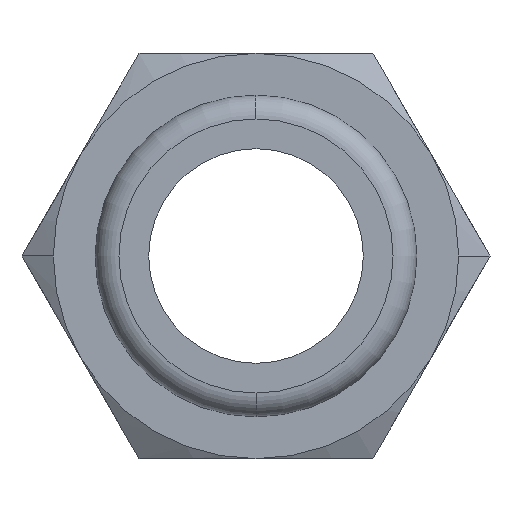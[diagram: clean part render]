
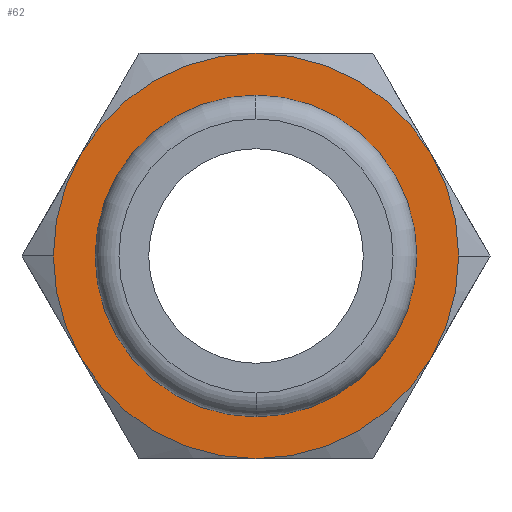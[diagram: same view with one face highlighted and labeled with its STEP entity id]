
A CAD part, front view. The second image highlights one B-rep face of the part: STEP entity #62.
In plain terms, the highlighted planar face has unit normal (0, -1, 0).
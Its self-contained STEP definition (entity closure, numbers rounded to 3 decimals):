
#62=ADVANCED_FACE('',(#155,#156),#157,.T.);
#155=FACE_OUTER_BOUND('',#280,.T.);
#156=FACE_BOUND('',#281,.T.);
#157=PLANE('',#282);
#280=EDGE_LOOP('',(#399,#400,#401,#402,#403,#404,#405,#406));
#281=EDGE_LOOP('',(#407,#408));
#282=AXIS2_PLACEMENT_3D('',#409,#410,#411);
#399=ORIENTED_EDGE('',*,*,#717,.T.);
#400=ORIENTED_EDGE('',*,*,#718,.T.);
#401=ORIENTED_EDGE('',*,*,#719,.T.);
#402=ORIENTED_EDGE('',*,*,#720,.T.);
#403=ORIENTED_EDGE('',*,*,#721,.T.);
#404=ORIENTED_EDGE('',*,*,#722,.T.);
#405=ORIENTED_EDGE('',*,*,#723,.T.);
#406=ORIENTED_EDGE('',*,*,#724,.T.);
#407=ORIENTED_EDGE('',*,*,#725,.F.);
#408=ORIENTED_EDGE('',*,*,#726,.F.);
#409=CARTESIAN_POINT('',(-4.25,15.5,0.0));
#410=DIRECTION('',(0.,-1.0,0.0));
#411=DIRECTION('',(-1.0,0.,0.0));
#717=EDGE_CURVE('',#838,#839,#840,.T.);
#718=EDGE_CURVE('',#839,#841,#842,.T.);
#719=EDGE_CURVE('',#841,#843,#844,.T.);
#720=EDGE_CURVE('',#843,#845,#846,.T.);
#721=EDGE_CURVE('',#845,#847,#848,.T.);
#722=EDGE_CURVE('',#847,#849,#850,.T.);
#723=EDGE_CURVE('',#849,#851,#852,.T.);
#724=EDGE_CURVE('',#851,#838,#853,.T.);
#725=EDGE_CURVE('',#854,#855,#856,.T.);
#726=EDGE_CURVE('',#855,#854,#857,.T.);
#838=VERTEX_POINT('',#1008);
#839=VERTEX_POINT('',#1009);
#840=CIRCLE('',#1010,8.5);
#841=VERTEX_POINT('',#1011);
#842=CIRCLE('',#1012,8.5);
#843=VERTEX_POINT('',#1013);
#844=CIRCLE('',#1014,8.5);
#845=VERTEX_POINT('',#1015);
#846=CIRCLE('',#1016,8.5);
#847=VERTEX_POINT('',#1017);
#848=CIRCLE('',#1018,8.5);
#849=VERTEX_POINT('',#1019);
#850=CIRCLE('',#1020,8.5);
#851=VERTEX_POINT('',#1021);
#852=CIRCLE('',#1022,8.5);
#853=CIRCLE('',#1023,8.5);
#854=VERTEX_POINT('',#1024);
#855=VERTEX_POINT('',#1025);
#856=CIRCLE('',#1026,6.75);
#857=CIRCLE('',#1027,6.75);
#1008=CARTESIAN_POINT('',(-7.361,15.5,4.25));
#1009=CARTESIAN_POINT('',(-8.5,15.5,0.));
#1010=AXIS2_PLACEMENT_3D('',#1341,#1342,#1343);
#1011=CARTESIAN_POINT('',(-7.361,15.5,-4.25));
#1012=AXIS2_PLACEMENT_3D('',#1344,#1345,#1346);
#1013=CARTESIAN_POINT('',(0.,15.5,-8.5));
#1014=AXIS2_PLACEMENT_3D('',#1347,#1348,#1349);
#1015=CARTESIAN_POINT('',(7.361,15.5,-4.25));
#1016=AXIS2_PLACEMENT_3D('',#1350,#1351,#1352);
#1017=CARTESIAN_POINT('',(8.5,15.5,0.));
#1018=AXIS2_PLACEMENT_3D('',#1353,#1354,#1355);
#1019=CARTESIAN_POINT('',(7.361,15.5,4.25));
#1020=AXIS2_PLACEMENT_3D('',#1356,#1357,#1358);
#1021=CARTESIAN_POINT('',(0.,15.5,8.5));
#1022=AXIS2_PLACEMENT_3D('',#1359,#1360,#1361);
#1023=AXIS2_PLACEMENT_3D('',#1362,#1363,#1364);
#1024=CARTESIAN_POINT('',(-6.75,15.5,0.));
#1025=CARTESIAN_POINT('',(6.75,15.5,0.));
#1026=AXIS2_PLACEMENT_3D('',#1365,#1366,#1367);
#1027=AXIS2_PLACEMENT_3D('',#1368,#1369,#1370);
#1341=CARTESIAN_POINT('',(0.,15.5,0.0));
#1342=DIRECTION('',(0.,-1.0,0.0));
#1343=DIRECTION('',(-1.0,0.,0.0));
#1344=CARTESIAN_POINT('',(0.,15.5,0.0));
#1345=DIRECTION('',(0.,-1.0,0.0));
#1346=DIRECTION('',(-1.0,0.,0.0));
#1347=CARTESIAN_POINT('',(0.,15.5,0.0));
#1348=DIRECTION('',(0.,-1.0,0.0));
#1349=DIRECTION('',(-1.0,0.,0.0));
#1350=CARTESIAN_POINT('',(0.,15.5,0.0));
#1351=DIRECTION('',(0.,-1.0,0.0));
#1352=DIRECTION('',(-1.0,0.,0.0));
#1353=CARTESIAN_POINT('',(0.,15.5,0.0));
#1354=DIRECTION('',(0.,-1.0,0.0));
#1355=DIRECTION('',(-1.0,0.,0.0));
#1356=CARTESIAN_POINT('',(0.,15.5,0.0));
#1357=DIRECTION('',(0.,-1.0,0.0));
#1358=DIRECTION('',(-1.0,0.,0.0));
#1359=CARTESIAN_POINT('',(0.,15.5,0.0));
#1360=DIRECTION('',(0.,-1.0,0.0));
#1361=DIRECTION('',(-1.0,0.,0.0));
#1362=CARTESIAN_POINT('',(0.,15.5,0.0));
#1363=DIRECTION('',(0.,-1.0,0.0));
#1364=DIRECTION('',(-1.0,0.,0.0));
#1365=CARTESIAN_POINT('',(0.0,15.5,0.0));
#1366=DIRECTION('',(0.,-1.0,0.0));
#1367=DIRECTION('',(1.0,0.,0.0));
#1368=CARTESIAN_POINT('',(0.0,15.5,0.0));
#1369=DIRECTION('',(0.,-1.0,0.0));
#1370=DIRECTION('',(1.0,0.,0.0));
